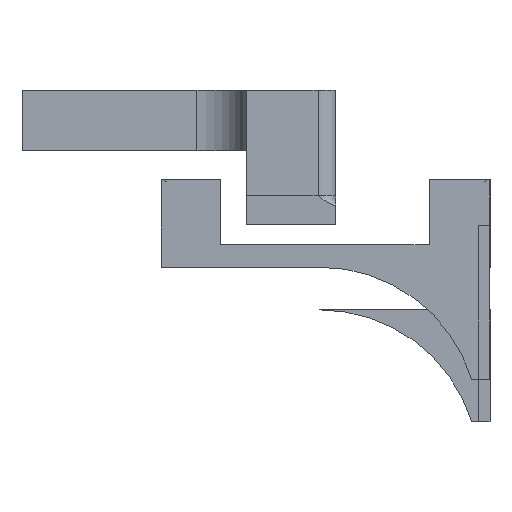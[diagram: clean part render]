
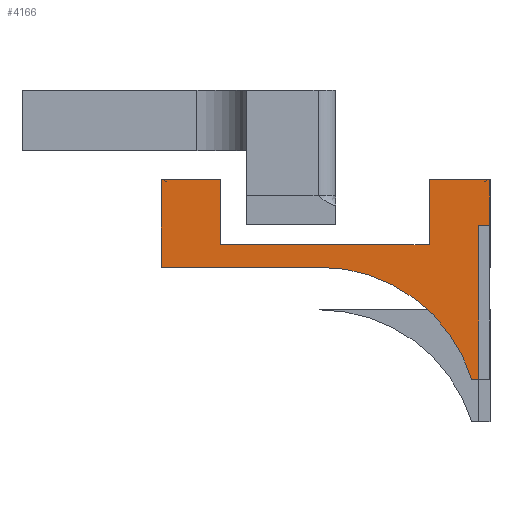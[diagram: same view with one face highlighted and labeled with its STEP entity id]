
A CAD part, left-side view. The second image highlights one B-rep face of the part: STEP entity #4166.
In plain terms, the highlighted planar face has unit normal (-1, 0, 0).
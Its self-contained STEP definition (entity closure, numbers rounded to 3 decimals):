
#3362=CARTESIAN_POINT('',(140.7,443.33,20.));
#3363=VERTEX_POINT('',#3362);
#3370=CARTESIAN_POINT('',(140.7,443.33,-0.369));
#3371=VERTEX_POINT('',#3370);
#3372=CARTESIAN_POINT('',(140.7,443.33,20.));
#3373=DIRECTION('',(0.,0.,-1.));
#3374=VECTOR('',#3373,20.369);
#3375=LINE('',#3372,#3374);
#3376=EDGE_CURVE('',#3363,#3371,#3375,.T.);
#3731=CARTESIAN_POINT('',(140.7,589.83,-19.));
#3732=VERTEX_POINT('',#3731);
#3739=CARTESIAN_POINT('',(140.7,589.83,20.));
#3740=VERTEX_POINT('',#3739);
#3741=CARTESIAN_POINT('',(140.7,589.83,20.));
#3742=DIRECTION('',(0.,0.,-1.));
#3743=VECTOR('',#3742,39.);
#3744=LINE('',#3741,#3743);
#3745=EDGE_CURVE('',#3740,#3732,#3744,.T.);
#3870=CARTESIAN_POINT('',(140.7,563.66,-9.));
#3871=VERTEX_POINT('',#3870);
#3878=CARTESIAN_POINT('',(140.7,470.5,-9.));
#3879=VERTEX_POINT('',#3878);
#3880=CARTESIAN_POINT('',(140.7,470.5,-9.));
#3881=DIRECTION('',(0.,1.,0.));
#3882=VECTOR('',#3881,93.16);
#3883=LINE('',#3880,#3882);
#3884=EDGE_CURVE('',#3879,#3871,#3883,.T.);
#3941=CARTESIAN_POINT('',(140.7,448.33,-69.));
#3942=VERTEX_POINT('',#3941);
#3943=CARTESIAN_POINT('',(140.7,448.33,-0.369));
#3944=VERTEX_POINT('',#3943);
#3945=CARTESIAN_POINT('',(140.7,448.33,-69.));
#3946=DIRECTION('',(0.,0.,1.));
#3947=VECTOR('',#3946,68.631);
#3948=LINE('',#3945,#3947);
#3949=EDGE_CURVE('',#3942,#3944,#3948,.T.);
#4054=CARTESIAN_POINT('',(140.7,519.302,-19.));
#4055=VERTEX_POINT('',#4054);
#4062=CARTESIAN_POINT('',(140.7,519.302,-19.));
#4063=DIRECTION('',(0.,1.,0.));
#4064=VECTOR('',#4063,70.528);
#4065=LINE('',#4062,#4064);
#4066=EDGE_CURVE('',#4055,#3732,#4065,.T.);
#4089=CARTESIAN_POINT('',(140.7,450.33,15.));
#4090=DIRECTION('',(-1.,0.,0.));
#4091=DIRECTION('',(0.,0.,-1.));
#4092=AXIS2_PLACEMENT_3D('',#4089,#4090,#4091);
#4093=PLANE('',#4092);
#4094=ORIENTED_EDGE('',*,*,#3745,.T.);
#4095=ORIENTED_EDGE('',*,*,#4066,.F.);
#4096=CARTESIAN_POINT('',(140.7,451.479,-69.));
#4097=VERTEX_POINT('',#4096);
#4098=CARTESIAN_POINT('',(140.7,519.302,-90.));
#4099=DIRECTION('',(1.,-0.,-0.));
#4100=DIRECTION('',(0.,0.,1.));
#4101=AXIS2_PLACEMENT_3D('',#4098,#4099,#4100);
#4102=CIRCLE('',#4101,71.);
#4103=EDGE_CURVE('',#4055,#4097,#4102,.T.);
#4104=ORIENTED_EDGE('',*,*,#4103,.T.);
#4105=CARTESIAN_POINT('',(140.7,451.479,-69.));
#4106=DIRECTION('',(0.,-1.,0.));
#4107=VECTOR('',#4106,3.149);
#4108=LINE('',#4105,#4107);
#4109=EDGE_CURVE('',#4097,#3942,#4108,.T.);
#4110=ORIENTED_EDGE('',*,*,#4109,.T.);
#4111=ORIENTED_EDGE('',*,*,#3949,.T.);
#4112=CARTESIAN_POINT('',(140.7,448.33,-0.369));
#4113=DIRECTION('',(0.,-1.,0.));
#4114=VECTOR('',#4113,5.);
#4115=LINE('',#4112,#4114);
#4116=EDGE_CURVE('',#3944,#3371,#4115,.T.);
#4117=ORIENTED_EDGE('',*,*,#4116,.T.);
#4118=ORIENTED_EDGE('',*,*,#3376,.F.);
#4119=CARTESIAN_POINT('',(140.7,448.33,20.));
#4120=VERTEX_POINT('',#4119);
#4121=CARTESIAN_POINT('',(140.7,443.33,20.));
#4122=DIRECTION('',(0.,1.,0.));
#4123=VECTOR('',#4122,5.);
#4124=LINE('',#4121,#4123);
#4125=EDGE_CURVE('',#3363,#4120,#4124,.T.);
#4126=ORIENTED_EDGE('',*,*,#4125,.T.);
#4127=CARTESIAN_POINT('',(140.7,470.5,20.));
#4128=VERTEX_POINT('',#4127);
#4129=CARTESIAN_POINT('',(140.7,448.33,20.));
#4130=DIRECTION('',(0.,1.,0.));
#4131=VECTOR('',#4130,22.17);
#4132=LINE('',#4129,#4131);
#4133=EDGE_CURVE('',#4120,#4128,#4132,.T.);
#4134=ORIENTED_EDGE('',*,*,#4133,.T.);
#4135=CARTESIAN_POINT('',(140.7,470.5,20.));
#4136=DIRECTION('',(0.,0.,-1.));
#4137=VECTOR('',#4136,29.);
#4138=LINE('',#4135,#4137);
#4139=EDGE_CURVE('',#4128,#3879,#4138,.T.);
#4140=ORIENTED_EDGE('',*,*,#4139,.T.);
#4141=ORIENTED_EDGE('',*,*,#3884,.T.);
#4142=CARTESIAN_POINT('',(140.7,563.66,20.));
#4143=VERTEX_POINT('',#4142);
#4144=CARTESIAN_POINT('',(140.7,563.66,-9.));
#4145=DIRECTION('',(0.,0.,1.));
#4146=VECTOR('',#4145,29.);
#4147=LINE('',#4144,#4146);
#4148=EDGE_CURVE('',#3871,#4143,#4147,.T.);
#4149=ORIENTED_EDGE('',*,*,#4148,.T.);
#4150=CARTESIAN_POINT('',(140.7,584.83,20.));
#4151=VERTEX_POINT('',#4150);
#4152=CARTESIAN_POINT('',(140.7,563.66,20.));
#4153=DIRECTION('',(0.,1.,0.));
#4154=VECTOR('',#4153,21.17);
#4155=LINE('',#4152,#4154);
#4156=EDGE_CURVE('',#4143,#4151,#4155,.T.);
#4157=ORIENTED_EDGE('',*,*,#4156,.T.);
#4158=CARTESIAN_POINT('',(140.7,584.83,20.));
#4159=DIRECTION('',(0.,1.,0.));
#4160=VECTOR('',#4159,5.);
#4161=LINE('',#4158,#4160);
#4162=EDGE_CURVE('',#4151,#3740,#4161,.T.);
#4163=ORIENTED_EDGE('',*,*,#4162,.T.);
#4164=EDGE_LOOP('',(#4094,#4095,#4104,#4110,#4111,#4117,#4118,#4126,#4134,#4140,#4141,#4149,#4157,#4163));
#4165=FACE_BOUND('',#4164,.T.);
#4166=ADVANCED_FACE('',(#4165),#4093,.T.);
